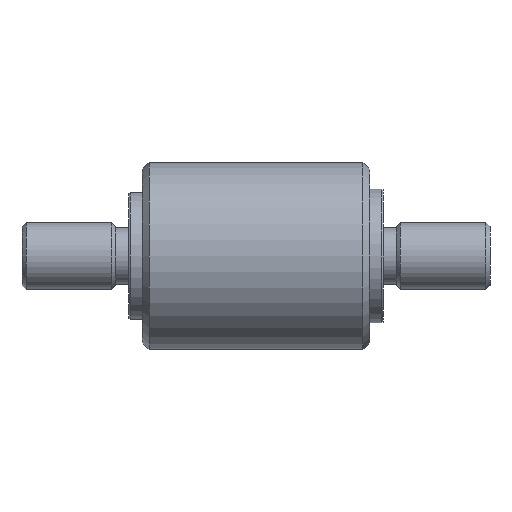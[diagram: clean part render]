
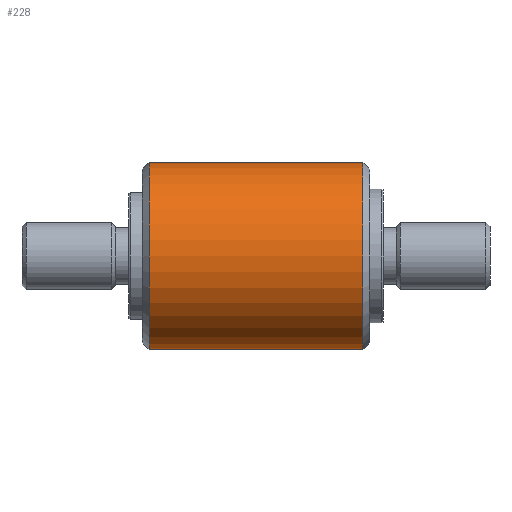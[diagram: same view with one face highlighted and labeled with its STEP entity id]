
A CAD part, left-side view. The second image highlights one B-rep face of the part: STEP entity #228.
In plain terms, the highlighted cylindrical face has radius 7 mm (diameter 14 mm), a full revolution.
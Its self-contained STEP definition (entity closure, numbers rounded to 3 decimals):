
#228 = ADVANCED_FACE( '', ( #432, #433, #434 ), #435, .T. );
#432 = FACE_OUTER_BOUND( '', #655, .T. );
#433 = FACE_OUTER_BOUND( '', #656, .T. );
#434 = FACE_BOUND( '', #657, .T. );
#435 = CYLINDRICAL_SURFACE( '', #658, 7. );
#655 = EDGE_LOOP( '', ( #939 ) );
#656 = EDGE_LOOP( '', ( #940 ) );
#657 = EDGE_LOOP( '', ( #941 ) );
#658 = AXIS2_PLACEMENT_3D( '', #942, #943, #944 );
#939 = ORIENTED_EDGE( '', *, *, #1237, .T. );
#940 = ORIENTED_EDGE( '', *, *, #1198, .T. );
#941 = ORIENTED_EDGE( '', *, *, #1238, .F. );
#942 = CARTESIAN_POINT( '', ( -60., 0., 0. ) );
#943 = DIRECTION( '', ( 1., 0., 0. ) );
#944 = DIRECTION( '', ( 0., 0., 1. ) );
#1198 = EDGE_CURVE( '', #1354, #1354, #1355, .T. );
#1237 = EDGE_CURVE( '', #1417, #1417, #1418, .T. );
#1238 = EDGE_CURVE( '', #1419, #1419, #1420, .T. );
#1354 = VERTEX_POINT( '', #1612 );
#1355 = CIRCLE( '', #1613, 7. );
#1417 = VERTEX_POINT( '', #1698 );
#1418 = CIRCLE( '', #1699, 7. );
#1419 = VERTEX_POINT( '', #1700 );
#1420 = B_SPLINE_CURVE_WITH_KNOTS( '', 3, ( #1701, #1702, #1703, #1704, #1705, #1706, #1707, #1708, #1709, #1710, #1711, #1712, #1713, #1714, #1715, #1716, #1717, #1718, #1719, #1720, #1721, #1722, #1723, #1724, #1725, #1726, #1727, #1728, #1729, #1730, #1731, #1732, #1733, #1734, #1735, #1736, #1737, #1738, #1739, #1740, #1741, #1742, #1743, #1744, #1745, #1746, #1747, #1748, #1749, #1750, #1751, #1752, #1753, #1754, #1755, #1756, #1757, #1758, #1759, #1760, #1761, #1762 ), .UNSPECIFIED., .T., .F., ( 2, 2, 2, 2, 2, 2, 2, 2, 2, 2, 2, 2, 2, 2, 2, 2, 2, 2, 2, 2, 2, 2, 2, 2, 2, 2, 2, 2, 2, 2, 2, 2, 2 ), ( 0., 0., 0., 0.001, 0.001, 0.002, 0.003, 0.003, 0.004, 0.004, 0.005, 0.005, 0.006, 0.006, 0.007, 0.007, 0.008, 0.008, 0.009, 0.009, 0.01, 0.011, 0.011, 0.012, 0.012, 0.013, 0.013, 0.014, 0.014, 0.015, 0.015, 0.015, 0.016 ), .UNSPECIFIED. );
#1612 = CARTESIAN_POINT( '', ( 16.5, 0., 7. ) );
#1613 = AXIS2_PLACEMENT_3D( '', #1898, #1899, #1900 );
#1698 = CARTESIAN_POINT( '', ( 0.5, 0., -7. ) );
#1699 = AXIS2_PLACEMENT_3D( '', #1939, #1940, #1941 );
#1700 = CARTESIAN_POINT( '', ( 8.5, 6.554, 2.459 ) );
#1701 = CARTESIAN_POINT( '', ( 8.336, 6.554, 2.459 ) );
#1702 = CARTESIAN_POINT( '', ( 8.664, 6.554, 2.459 ) );
#1703 = CARTESIAN_POINT( '', ( 8.825, 6.56, 2.442 ) );
#1704 = CARTESIAN_POINT( '', ( 9.141, 6.583, 2.379 ) );
#1705 = CARTESIAN_POINT( '', ( 9.297, 6.601, 2.331 ) );
#1706 = CARTESIAN_POINT( '', ( 9.594, 6.643, 2.207 ) );
#1707 = CARTESIAN_POINT( '', ( 9.735, 6.668, 2.132 ) );
#1708 = CARTESIAN_POINT( '', ( 10.001, 6.723, 1.954 ) );
#1709 = CARTESIAN_POINT( '', ( 10.126, 6.752, 1.851 ) );
#1710 = CARTESIAN_POINT( '', ( 10.463, 6.838, 1.513 ) );
#1711 = CARTESIAN_POINT( '', ( 10.646, 6.895, 1.241 ) );
#1712 = CARTESIAN_POINT( '', ( 10.831, 6.956, 0.798 ) );
#1713 = CARTESIAN_POINT( '', ( 10.879, 6.972, 0.642 ) );
#1714 = CARTESIAN_POINT( '', ( 10.942, 6.994, 0.324 ) );
#1715 = CARTESIAN_POINT( '', ( 10.958, 7., 0.163 ) );
#1716 = CARTESIAN_POINT( '', ( 10.959, 7., -0.16 ) );
#1717 = CARTESIAN_POINT( '', ( 10.942, 6.994, -0.325 ) );
#1718 = CARTESIAN_POINT( '', ( 10.879, 6.972, -0.641 ) );
#1719 = CARTESIAN_POINT( '', ( 10.832, 6.956, -0.795 ) );
#1720 = CARTESIAN_POINT( '', ( 10.707, 6.916, -1.095 ) );
#1721 = CARTESIAN_POINT( '', ( 10.631, 6.891, -1.236 ) );
#1722 = CARTESIAN_POINT( '', ( 10.454, 6.838, -1.501 ) );
#1723 = CARTESIAN_POINT( '', ( 10.351, 6.809, -1.626 ) );
#1724 = CARTESIAN_POINT( '', ( 10.125, 6.752, -1.852 ) );
#1725 = CARTESIAN_POINT( '', ( 10.002, 6.723, -1.953 ) );
#1726 = CARTESIAN_POINT( '', ( 9.736, 6.668, -2.131 ) );
#1727 = CARTESIAN_POINT( '', ( 9.593, 6.643, -2.208 ) );
#1728 = CARTESIAN_POINT( '', ( 9.297, 6.601, -2.331 ) );
#1729 = CARTESIAN_POINT( '', ( 9.144, 6.584, -2.378 ) );
#1730 = CARTESIAN_POINT( '', ( 8.825, 6.56, -2.442 ) );
#1731 = CARTESIAN_POINT( '', ( 8.662, 6.554, -2.458 ) );
#1732 = CARTESIAN_POINT( '', ( 8.34, 6.554, -2.459 ) );
#1733 = CARTESIAN_POINT( '', ( 8.177, 6.56, -2.443 ) );
#1734 = CARTESIAN_POINT( '', ( 7.858, 6.584, -2.379 ) );
#1735 = CARTESIAN_POINT( '', ( 7.704, 6.601, -2.332 ) );
#1736 = CARTESIAN_POINT( '', ( 7.407, 6.643, -2.208 ) );
#1737 = CARTESIAN_POINT( '', ( 7.264, 6.668, -2.131 ) );
#1738 = CARTESIAN_POINT( '', ( 6.999, 6.723, -1.953 ) );
#1739 = CARTESIAN_POINT( '', ( 6.876, 6.751, -1.852 ) );
#1740 = CARTESIAN_POINT( '', ( 6.535, 6.839, -1.512 ) );
#1741 = CARTESIAN_POINT( '', ( 6.355, 6.895, -1.244 ) );
#1742 = CARTESIAN_POINT( '', ( 6.168, 6.956, -0.796 ) );
#1743 = CARTESIAN_POINT( '', ( 6.121, 6.972, -0.642 ) );
#1744 = CARTESIAN_POINT( '', ( 6.058, 6.994, -0.326 ) );
#1745 = CARTESIAN_POINT( '', ( 6.041, 7., -0.162 ) );
#1746 = CARTESIAN_POINT( '', ( 6.042, 7., 0.162 ) );
#1747 = CARTESIAN_POINT( '', ( 6.057, 6.994, 0.323 ) );
#1748 = CARTESIAN_POINT( '', ( 6.121, 6.972, 0.641 ) );
#1749 = CARTESIAN_POINT( '', ( 6.169, 6.956, 0.798 ) );
#1750 = CARTESIAN_POINT( '', ( 6.292, 6.916, 1.094 ) );
#1751 = CARTESIAN_POINT( '', ( 6.369, 6.891, 1.236 ) );
#1752 = CARTESIAN_POINT( '', ( 6.548, 6.838, 1.503 ) );
#1753 = CARTESIAN_POINT( '', ( 6.649, 6.809, 1.626 ) );
#1754 = CARTESIAN_POINT( '', ( 6.875, 6.752, 1.852 ) );
#1755 = CARTESIAN_POINT( '', ( 7., 6.722, 1.955 ) );
#1756 = CARTESIAN_POINT( '', ( 7.265, 6.668, 2.132 ) );
#1757 = CARTESIAN_POINT( '', ( 7.406, 6.643, 2.208 ) );
#1758 = CARTESIAN_POINT( '', ( 7.703, 6.601, 2.331 ) );
#1759 = CARTESIAN_POINT( '', ( 7.86, 6.583, 2.379 ) );
#1760 = CARTESIAN_POINT( '', ( 8.175, 6.56, 2.442 ) );
#1761 = CARTESIAN_POINT( '', ( 8.336, 6.554, 2.459 ) );
#1762 = CARTESIAN_POINT( '', ( 8.664, 6.554, 2.459 ) );
#1898 = CARTESIAN_POINT( '', ( 16.5, 0., 0. ) );
#1899 = DIRECTION( '', ( -1., 0., 0. ) );
#1900 = DIRECTION( '', ( 0., 0., 1. ) );
#1939 = CARTESIAN_POINT( '', ( 0.5, 0., 0. ) );
#1940 = DIRECTION( '', ( 1., 0., 0. ) );
#1941 = DIRECTION( '', ( 0., 0., -1. ) );
